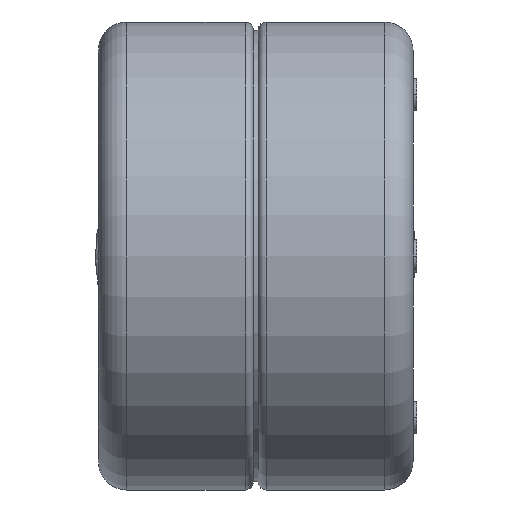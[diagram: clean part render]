
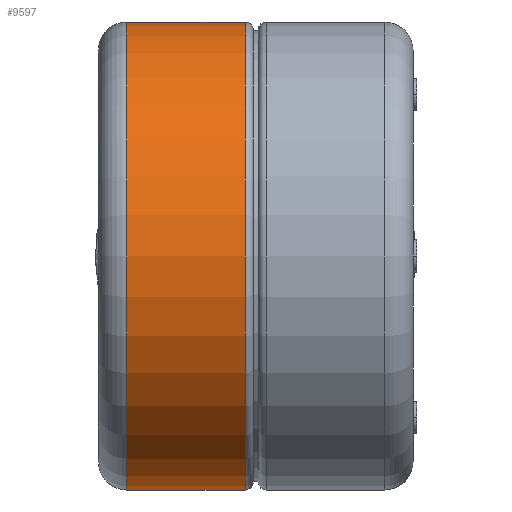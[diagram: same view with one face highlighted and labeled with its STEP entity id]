
A CAD part, front view. The second image highlights one B-rep face of the part: STEP entity #9597.
In plain terms, the highlighted cylindrical face has radius 29 mm (diameter 58 mm), a partial arc.
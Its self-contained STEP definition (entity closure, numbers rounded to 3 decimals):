
#6915=DIRECTION('',(-1.,0.,0.));
#6916=VECTOR('',#6915,14.7);
#6917=CARTESIAN_POINT('',(16.,167.6,-29.));
#6918=LINE('',#6917,#6916);
#6927=CARTESIAN_POINT('',(1.3,167.6,0.));
#6928=DIRECTION('',(-1.,0.,0.));
#6929=DIRECTION('',(0.,0.,-1.));
#6930=AXIS2_PLACEMENT_3D('',#6927,#6928,#6929);
#6932=DIRECTION('',(-1.,0.,0.));
#6933=VECTOR('',#6932,14.7);
#6934=CARTESIAN_POINT('',(16.,167.6,29.));
#6935=LINE('',#6934,#6933);
#6936=CARTESIAN_POINT('',(16.,167.6,0.));
#6937=DIRECTION('',(-1.,0.,0.));
#6938=DIRECTION('',(0.,0.,-1.));
#6939=AXIS2_PLACEMENT_3D('',#6936,#6937,#6938);
#7963=CARTESIAN_POINT('',(16.,167.6,-29.));
#7965=VERTEX_POINT('',#7963);
#7968=CARTESIAN_POINT('',(16.,167.6,29.));
#7969=VERTEX_POINT('',#7968);
#8008=CARTESIAN_POINT('',(1.3,167.6,29.));
#8010=VERTEX_POINT('',#8008);
#8016=CARTESIAN_POINT('',(1.3,167.6,-29.));
#8017=VERTEX_POINT('',#8016);
#9583=CARTESIAN_POINT('',(19.5,167.6,0.));
#9584=DIRECTION('',(1.,0.,0.));
#9585=DIRECTION('',(0.,-1.,0.));
#9586=AXIS2_PLACEMENT_3D('',#9583,#9584,#9585);
#9587=CYLINDRICAL_SURFACE('',#9586,29.);
#9589=ORIENTED_EDGE('',*,*,#9588,.T.);
#9591=ORIENTED_EDGE('',*,*,#9590,.F.);
#9593=ORIENTED_EDGE('',*,*,#9592,.F.);
#9594=ORIENTED_EDGE('',*,*,#9572,.T.);
#9595=EDGE_LOOP('',(#9589,#9591,#9593,#9594));
#9596=FACE_OUTER_BOUND('',#9595,.F.);
#9597=ADVANCED_FACE('',(#9596),#9587,.T.);
#6931=CIRCLE('',#6930,29.);
#6940=CIRCLE('',#6939,29.);
#9572=EDGE_CURVE('',#7965,#8017,#6918,.T.);
#9588=EDGE_CURVE('',#8017,#8010,#6931,.T.);
#9590=EDGE_CURVE('',#7969,#8010,#6935,.T.);
#9592=EDGE_CURVE('',#7965,#7969,#6940,.T.);
